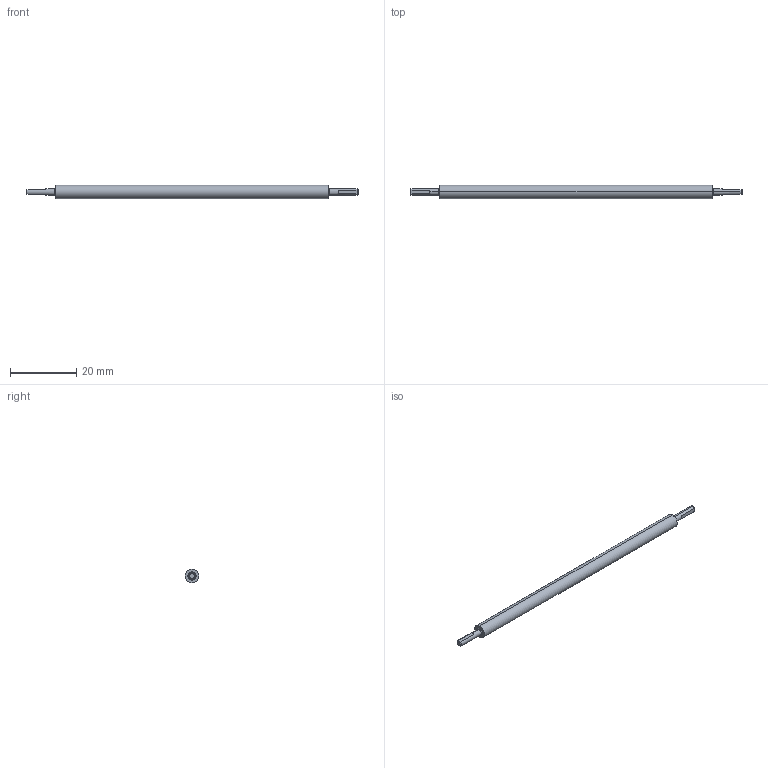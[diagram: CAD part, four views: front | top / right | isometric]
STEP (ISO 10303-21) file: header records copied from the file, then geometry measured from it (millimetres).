
FILE_DESCRIPTION (( 'STEP AP214' ), '1' );
FILE_NAME ('Roller long.STEP', '2024-07-04T13:02:06', ( '' ), ( '' ), 'SwSTEP 2.0', 'SolidWorks 2024', '' );
FILE_SCHEMA (( 'AUTOMOTIVE_DESIGN' ));
Length unit declared in the file: millimetre
Products named in the file (1): Roller long
Bounding box: 100.5 x 4.1 x 4.1 mm (x, y, z)
Volume: 1136.3 mm3; surface area: 1191 mm2
Topology: 1 solids, 1 shells, 26 faces, 60 edges, 38 vertices
Faces by surface type: plane 12, cylinder 6, torus 4, cone 4
Entity records: 797 total; most frequent: CARTESIAN_POINT 163, DIRECTION 140, ORIENTED_EDGE 120, EDGE_CURVE 60, AXIS2_PLACEMENT_3D 59, VERTEX_POINT 38, CIRCLE 32, EDGE_LOOP 28
